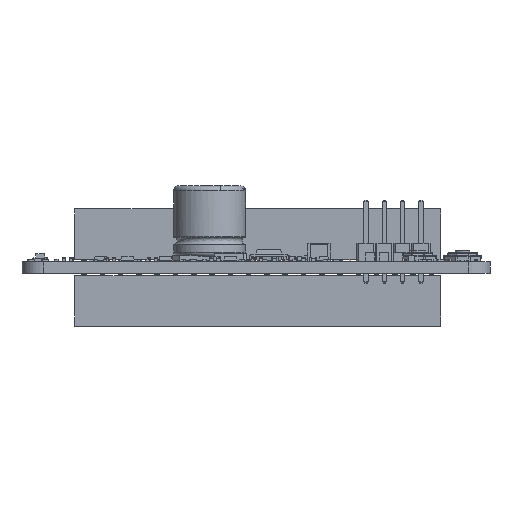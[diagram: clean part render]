
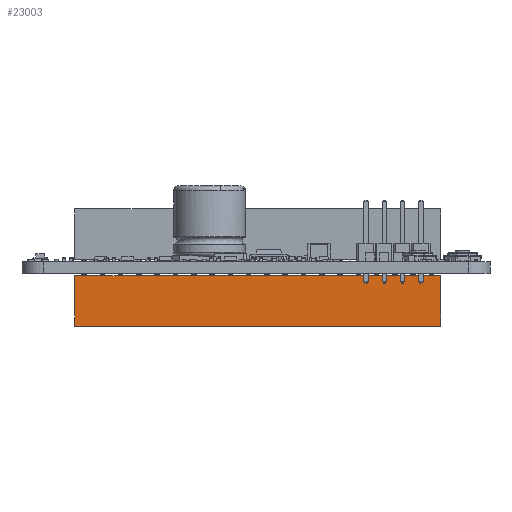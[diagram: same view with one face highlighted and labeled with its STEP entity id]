
A CAD part, front view. The second image highlights one B-rep face of the part: STEP entity #23003.
In plain terms, the highlighted face is planar.
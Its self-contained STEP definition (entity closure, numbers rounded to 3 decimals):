
#23003 = ADVANCED_FACE('',(#23004),#23038,.F.);
#23004 = FACE_BOUND('',#23005,.F.);
#23005 = EDGE_LOOP('',(#23006,#23016,#23024,#23032));
#23006 = ORIENTED_EDGE('',*,*,#23007,.T.);
#23007 = EDGE_CURVE('',#23008,#23010,#23012,.T.);
#23008 = VERTEX_POINT('',#23009);
#23009 = CARTESIAN_POINT('',(2.54,-25.4,0.3));
#23010 = VERTEX_POINT('',#23011);
#23011 = CARTESIAN_POINT('',(2.54,-25.4,7.3));
#23012 = LINE('',#23013,#23014);
#23013 = CARTESIAN_POINT('',(2.54,-25.4,0.3));
#23014 = VECTOR('',#23015,1.);
#23015 = DIRECTION('',(0.,0.,1.));
#23016 = ORIENTED_EDGE('',*,*,#23017,.T.);
#23017 = EDGE_CURVE('',#23010,#23018,#23020,.T.);
#23018 = VERTEX_POINT('',#23019);
#23019 = CARTESIAN_POINT('',(2.54,25.4,7.3));
#23020 = LINE('',#23021,#23022);
#23021 = CARTESIAN_POINT('',(2.54,-25.4,7.3));
#23022 = VECTOR('',#23023,1.);
#23023 = DIRECTION('',(0.,1.,0.));
#23024 = ORIENTED_EDGE('',*,*,#23025,.F.);
#23025 = EDGE_CURVE('',#23026,#23018,#23028,.T.);
#23026 = VERTEX_POINT('',#23027);
#23027 = CARTESIAN_POINT('',(2.54,25.4,0.3));
#23028 = LINE('',#23029,#23030);
#23029 = CARTESIAN_POINT('',(2.54,25.4,0.3));
#23030 = VECTOR('',#23031,1.);
#23031 = DIRECTION('',(0.,0.,1.));
#23032 = ORIENTED_EDGE('',*,*,#23033,.F.);
#23033 = EDGE_CURVE('',#23008,#23026,#23034,.T.);
#23034 = LINE('',#23035,#23036);
#23035 = CARTESIAN_POINT('',(2.54,-25.4,0.3));
#23036 = VECTOR('',#23037,1.);
#23037 = DIRECTION('',(0.,1.,0.));
#23038 = PLANE('',#23039);
#23039 = AXIS2_PLACEMENT_3D('',#23040,#23041,#23042);
#23040 = CARTESIAN_POINT('',(2.54,-25.4,0.3));
#23041 = DIRECTION('',(-1.,0.,0.));
#23042 = DIRECTION('',(0.,1.,0.));
